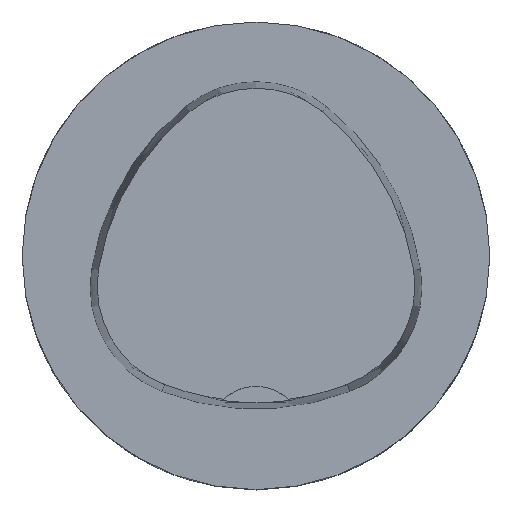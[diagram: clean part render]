
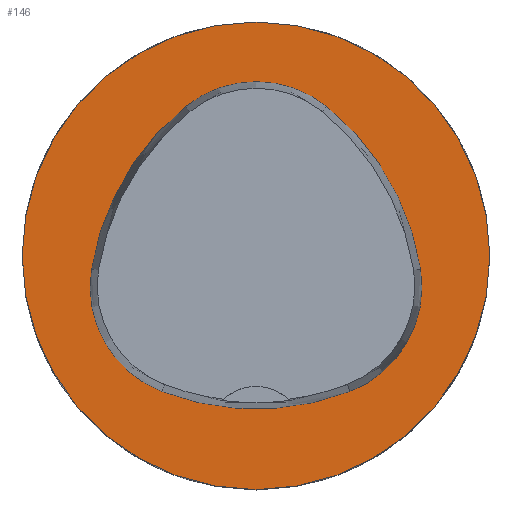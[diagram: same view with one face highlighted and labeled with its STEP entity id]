
A CAD part, top view. The second image highlights one B-rep face of the part: STEP entity #146.
In plain terms, the highlighted planar face has unit normal (0, 0, 1).
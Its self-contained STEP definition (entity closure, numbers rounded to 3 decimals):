
#49=PLANE('',#1004);
#78=FACE_BOUND('',#263,.T.);
#79=FACE_BOUND('',#264,.T.);
#146=ADVANCED_FACE('',(#78,#79),#49,.T.);
#263=EDGE_LOOP('',(#526,#527,#528,#529,#530,#531));
#264=EDGE_LOOP('',(#532));
#277=CIRCLE('',#925,25.);
#311=CIRCLE('',#998,12.);
#312=CIRCLE('',#999,28.);
#313=CIRCLE('',#1000,12.);
#314=CIRCLE('',#1001,28.);
#315=CIRCLE('',#1002,12.);
#316=CIRCLE('',#1003,28.);
#526=ORIENTED_EDGE('',*,*,#770,.T.);
#527=ORIENTED_EDGE('',*,*,#771,.T.);
#528=ORIENTED_EDGE('',*,*,#772,.T.);
#529=ORIENTED_EDGE('',*,*,#773,.T.);
#530=ORIENTED_EDGE('',*,*,#774,.T.);
#531=ORIENTED_EDGE('',*,*,#775,.T.);
#532=ORIENTED_EDGE('',*,*,#703,.F.);
#616=VERTEX_POINT('',#1630);
#651=VERTEX_POINT('',#1777);
#652=VERTEX_POINT('',#1778);
#653=VERTEX_POINT('',#1780);
#654=VERTEX_POINT('',#1782);
#655=VERTEX_POINT('',#1784);
#656=VERTEX_POINT('',#1786);
#703=EDGE_CURVE('',#616,#616,#277,.T.);
#770=EDGE_CURVE('',#651,#652,#311,.T.);
#771=EDGE_CURVE('',#652,#653,#312,.T.);
#772=EDGE_CURVE('',#653,#654,#313,.T.);
#773=EDGE_CURVE('',#654,#655,#314,.T.);
#774=EDGE_CURVE('',#655,#656,#315,.T.);
#775=EDGE_CURVE('',#656,#651,#316,.T.);
#925=AXIS2_PLACEMENT_3D('',#1629,#1050,#1051);
#998=AXIS2_PLACEMENT_3D('',#1776,#1227,#1228);
#999=AXIS2_PLACEMENT_3D('',#1779,#1229,#1230);
#1000=AXIS2_PLACEMENT_3D('',#1781,#1231,#1232);
#1001=AXIS2_PLACEMENT_3D('',#1783,#1233,#1234);
#1002=AXIS2_PLACEMENT_3D('',#1785,#1235,#1236);
#1003=AXIS2_PLACEMENT_3D('',#1787,#1237,#1238);
#1004=AXIS2_PLACEMENT_3D('',#1788,#1239,#1240);
#1050=DIRECTION('',(0.,0.,-1.));
#1051=DIRECTION('',(-1.,0.,0.));
#1227=DIRECTION('',(0.,0.,-1.));
#1228=DIRECTION('',(-1.,0.,0.));
#1229=DIRECTION('',(0.,0.,-1.));
#1230=DIRECTION('',(-1.,0.,0.));
#1231=DIRECTION('',(0.,0.,-1.));
#1232=DIRECTION('',(-1.,0.,0.));
#1233=DIRECTION('',(0.,0.,-1.));
#1234=DIRECTION('',(-1.,0.,0.));
#1235=DIRECTION('',(0.,0.,-1.));
#1236=DIRECTION('',(-1.,0.,0.));
#1237=DIRECTION('',(0.,0.,-1.));
#1238=DIRECTION('',(-1.,0.,0.));
#1239=DIRECTION('',(0.,0.,1.));
#1240=DIRECTION('',(1.,0.,0.));
#1629=CARTESIAN_POINT('',(0.,0.,0.));
#1630=CARTESIAN_POINT('',(-25.,0.,0.));
#1776=CARTESIAN_POINT('',(-5.733,-3.31,0.));
#1777=CARTESIAN_POINT('',(-10.025,-14.516,0.));
#1778=CARTESIAN_POINT('',(-17.584,-1.424,0.));
#1779=CARTESIAN_POINT('',(10.068,-5.824,0.));
#1780=CARTESIAN_POINT('',(-7.531,15.953,0.));
#1781=CARTESIAN_POINT('',(0.011,6.62,0.));
#1782=CARTESIAN_POINT('',(7.567,15.942,0.));
#1783=CARTESIAN_POINT('',(-10.063,-5.81,0.));
#1784=CARTESIAN_POINT('',(17.59,-1.418,0.));
#1785=CARTESIAN_POINT('',(5.739,-3.3,0.));
#1786=CARTESIAN_POINT('',(10.05,-14.499,0.));
#1787=CARTESIAN_POINT('',(-0.01,11.631,0.));
#1788=CARTESIAN_POINT('',(0.,0.,0.));
